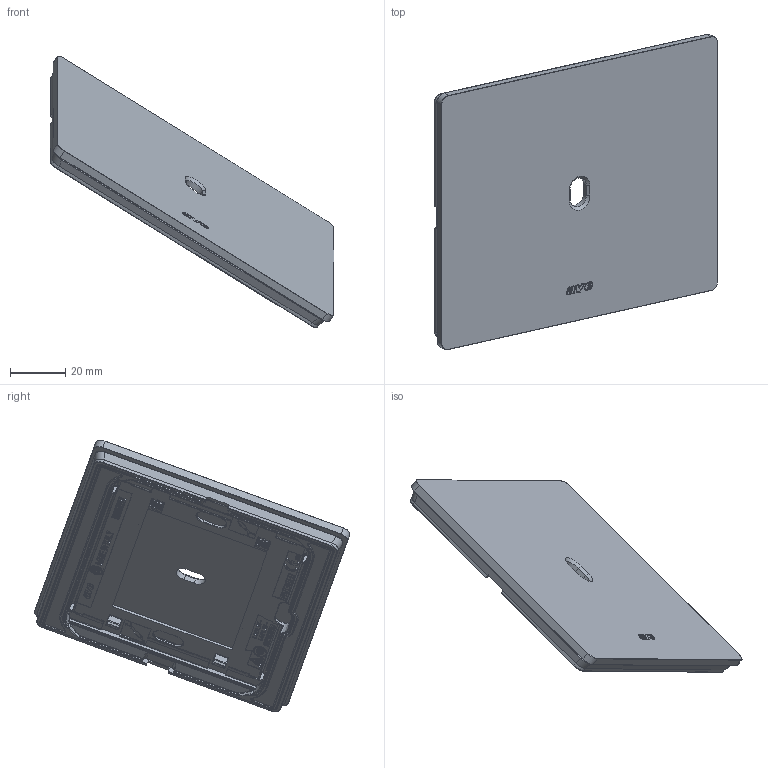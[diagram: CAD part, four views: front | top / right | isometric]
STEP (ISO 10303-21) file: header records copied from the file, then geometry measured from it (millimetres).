
FILE_DESCRIPTION(('CATIA V5 STEP Exchange'),'2;1');
FILE_NAME('44PANQ01@.stp','2025-05-12T10:09:33+00:00',('none'),('none'),'CATIA Version 5-6 Release 2016 SP6','CATIA V5 STEP AP203','none');
FILE_SCHEMA(('CONFIG_CONTROL_DESIGN'));
Products named in the file (1): 44PANQ01@
Assembly tree (3 placements, depth 2):
  44PANQ01@
    #57
    #8030
    #142318
Bounding box: 102.8 x 114.43 x 98.41 mm (x, y, z)
Volume: 55193 mm3; surface area: 65223.3 mm2
Topology: 4 solids, 4 shells, 4285 faces, 11276 edges, 7071 vertices
Faces by surface type: plane 2493, cylinder 939, bspline 379, torus 174, cone 128, extrusion 64, revolution 60, sphere 48
Entity records: 143266 total; most frequent: CARTESIAN_POINT 48138, ORIENTED_EDGE 22272, DIRECTION 14743, EDGE_CURVE 11136, VECTOR 7514, LINE 7450, VERTEX_POINT 7071, EDGE_LOOP 4513
